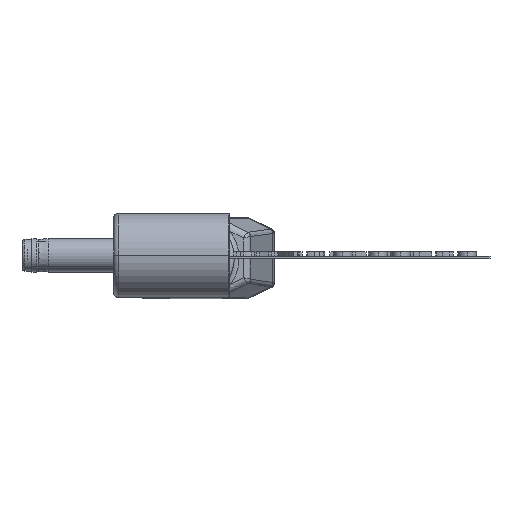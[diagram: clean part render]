
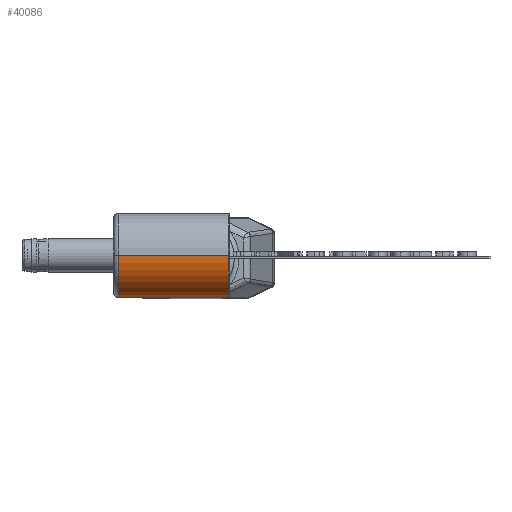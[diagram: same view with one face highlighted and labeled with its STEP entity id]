
A CAD part, top view. The second image highlights one B-rep face of the part: STEP entity #40086.
In plain terms, the highlighted cylindrical face has radius 4.375 mm (diameter 8.75 mm), a partial arc.
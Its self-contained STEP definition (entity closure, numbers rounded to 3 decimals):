
#1614 = CARTESIAN_POINT ( 'NONE',  ( -4.375, 0., 0.1 ) ) ;
#5935 = DIRECTION ( 'NONE',  ( 0., 0., -1. ) ) ;
#8325 = CARTESIAN_POINT ( 'NONE',  ( 0., 0., 11.5 ) ) ;
#10590 = LINE ( 'NONE', #12979, #30524 ) ;
#12118 = VERTEX_POINT ( 'NONE', #51585 ) ;
#12319 = DIRECTION ( 'NONE',  ( 1., 0., 0. ) ) ;
#12979 = CARTESIAN_POINT ( 'NONE',  ( -4.375, 0., 12. ) ) ;
#13782 = CARTESIAN_POINT ( 'NONE',  ( 4.375, 0., 11.5 ) ) ;
#14766 = ORIENTED_EDGE ( 'NONE', *, *, #42420, .T. ) ;
#16852 = EDGE_CURVE ( 'NONE', #12118, #35759, #10590, .T. ) ;
#16903 = FACE_OUTER_BOUND ( 'NONE', #35681, .T. ) ;
#17204 = ORIENTED_EDGE ( 'NONE', *, *, #16852, .F. ) ;
#20380 = VERTEX_POINT ( 'NONE', #13782 ) ;
#20898 = DIRECTION ( 'NONE',  ( 0., 0., 1. ) ) ;
#21495 = CARTESIAN_POINT ( 'NONE',  ( 4.375, 0., 12. ) ) ;
#21581 = CARTESIAN_POINT ( 'NONE',  ( 0., 0., 12. ) ) ;
#23923 = CIRCLE ( 'NONE', #47018, 4.375 ) ;
#24193 = EDGE_CURVE ( 'NONE', #12118, #20380, #23923, .T. ) ;
#30524 = VECTOR ( 'NONE', #36895, 1000. ) ;
#32118 = VECTOR ( 'NONE', #45529, 1000. ) ;
#33062 = VERTEX_POINT ( 'NONE', #37248 ) ;
#33387 = LINE ( 'NONE', #21495, #32118 ) ;
#34152 = ORIENTED_EDGE ( 'NONE', *, *, #49941, .T. ) ;
#35681 = EDGE_LOOP ( 'NONE', ( #44439, #34152, #14766, #17204 ) ) ;
#35759 = VERTEX_POINT ( 'NONE', #1614 ) ;
#36250 = DIRECTION ( 'NONE',  ( 0., 0., -1. ) ) ;
#36895 = DIRECTION ( 'NONE',  ( 0., 0., -1. ) ) ;
#37248 = CARTESIAN_POINT ( 'NONE',  ( 4.375, 0., 0.1 ) ) ;
#37572 = AXIS2_PLACEMENT_3D ( 'NONE', #44945, #20898, #48993 ) ;
#40086 = ADVANCED_FACE ( 'NONE', ( #16903 ), #43845, .T. ) ;
#42420 = EDGE_CURVE ( 'NONE', #33062, #35759, #49150, .T. ) ;
#43845 = CYLINDRICAL_SURFACE ( 'NONE', #46852, 4.375 ) ;
#44439 = ORIENTED_EDGE ( 'NONE', *, *, #24193, .T. ) ;
#44945 = CARTESIAN_POINT ( 'NONE',  ( 0., 0., 0.1 ) ) ;
#45529 = DIRECTION ( 'NONE',  ( 0., 0., -1. ) ) ;
#46852 = AXIS2_PLACEMENT_3D ( 'NONE', #21581, #5935, #49998 ) ;
#47018 = AXIS2_PLACEMENT_3D ( 'NONE', #8325, #36250, #12319 ) ;
#48993 = DIRECTION ( 'NONE',  ( 1., 0., 0. ) ) ;
#49150 = CIRCLE ( 'NONE', #37572, 4.375 ) ;
#49941 = EDGE_CURVE ( 'NONE', #20380, #33062, #33387, .T. ) ;
#49998 = DIRECTION ( 'NONE',  ( -1., 0., 0. ) ) ;
#51585 = CARTESIAN_POINT ( 'NONE',  ( -4.375, 0., 11.5 ) ) ;
